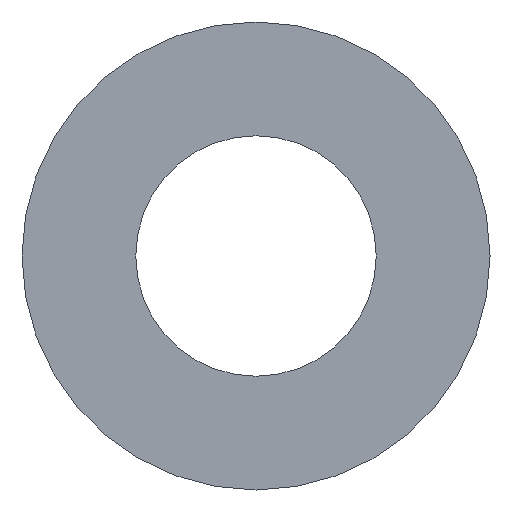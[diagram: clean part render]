
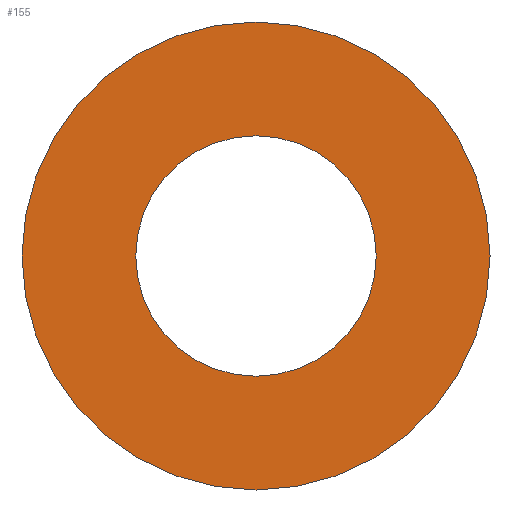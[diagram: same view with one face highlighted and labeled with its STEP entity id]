
A CAD part, front view. The second image highlights one B-rep face of the part: STEP entity #155.
In plain terms, the highlighted planar face has unit normal (0, -1, 0).
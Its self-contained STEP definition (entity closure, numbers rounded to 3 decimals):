
#16 = DIRECTION ( 'NONE',  ( 0., 0., 1. ) ) ;
#27 = CIRCLE ( 'NONE', #32, 3.7 ) ;
#30 = DIRECTION ( 'NONE',  ( 0., 1., 0. ) ) ;
#32 = AXIS2_PLACEMENT_3D ( 'NONE', #193, #196, #16 ) ;
#33 = CARTESIAN_POINT ( 'NONE',  ( 0., 0., -7.2 ) ) ;
#45 = CIRCLE ( 'NONE', #124, 3.7 ) ;
#53 = DIRECTION ( 'NONE',  ( 0., 1., 0. ) ) ;
#57 = DIRECTION ( 'NONE',  ( 0., 0., 1. ) ) ;
#62 = VERTEX_POINT ( 'NONE', #116 ) ;
#68 = VERTEX_POINT ( 'NONE', #33 ) ;
#75 = CIRCLE ( 'NONE', #88, 7.2 ) ;
#82 = DIRECTION ( 'NONE',  ( 0., 1., 0. ) ) ;
#85 = EDGE_LOOP ( 'NONE', ( #89, #237 ) ) ;
#88 = AXIS2_PLACEMENT_3D ( 'NONE', #248, #132, #159 ) ;
#89 = ORIENTED_EDGE ( 'NONE', *, *, #204, .F. ) ;
#99 = FACE_OUTER_BOUND ( 'NONE', #85, .T. ) ;
#105 = EDGE_CURVE ( 'NONE', #164, #129, #45, .T. ) ;
#116 = CARTESIAN_POINT ( 'NONE',  ( 0., 0., 7.2 ) ) ;
#124 = AXIS2_PLACEMENT_3D ( 'NONE', #246, #53, #57 ) ;
#129 = VERTEX_POINT ( 'NONE', #211 ) ;
#132 = DIRECTION ( 'NONE',  ( 0., 1., 0. ) ) ;
#135 = PLANE ( 'NONE',  #191 ) ;
#136 = FACE_BOUND ( 'NONE', #161, .T. ) ;
#148 = CIRCLE ( 'NONE', #186, 7.2 ) ;
#155 = ADVANCED_FACE ( 'NONE', ( #99, #136 ), #135, .F. ) ;
#159 = DIRECTION ( 'NONE',  ( 0., 0., 1. ) ) ;
#161 = EDGE_LOOP ( 'NONE', ( #170, #179 ) ) ;
#164 = VERTEX_POINT ( 'NONE', #176 ) ;
#170 = ORIENTED_EDGE ( 'NONE', *, *, #183, .T. ) ;
#176 = CARTESIAN_POINT ( 'NONE',  ( 0., 0., 3.7 ) ) ;
#179 = ORIENTED_EDGE ( 'NONE', *, *, #105, .T. ) ;
#183 = EDGE_CURVE ( 'NONE', #129, #164, #27, .T. ) ;
#186 = AXIS2_PLACEMENT_3D ( 'NONE', #249, #82, #231 ) ;
#191 = AXIS2_PLACEMENT_3D ( 'NONE', #194, #30, #227 ) ;
#193 = CARTESIAN_POINT ( 'NONE',  ( 0., 0., 0. ) ) ;
#194 = CARTESIAN_POINT ( 'NONE',  ( 0., 0., 0. ) ) ;
#196 = DIRECTION ( 'NONE',  ( 0., 1., 0. ) ) ;
#204 = EDGE_CURVE ( 'NONE', #68, #62, #75, .T. ) ;
#211 = CARTESIAN_POINT ( 'NONE',  ( 0., 0., -3.7 ) ) ;
#218 = EDGE_CURVE ( 'NONE', #62, #68, #148, .T. ) ;
#227 = DIRECTION ( 'NONE',  ( 0., 0., 1. ) ) ;
#231 = DIRECTION ( 'NONE',  ( 0., 0., 1. ) ) ;
#237 = ORIENTED_EDGE ( 'NONE', *, *, #218, .F. ) ;
#246 = CARTESIAN_POINT ( 'NONE',  ( 0., 0., 0. ) ) ;
#248 = CARTESIAN_POINT ( 'NONE',  ( 0., 0., 0. ) ) ;
#249 = CARTESIAN_POINT ( 'NONE',  ( 0., 0., 0. ) ) ;
